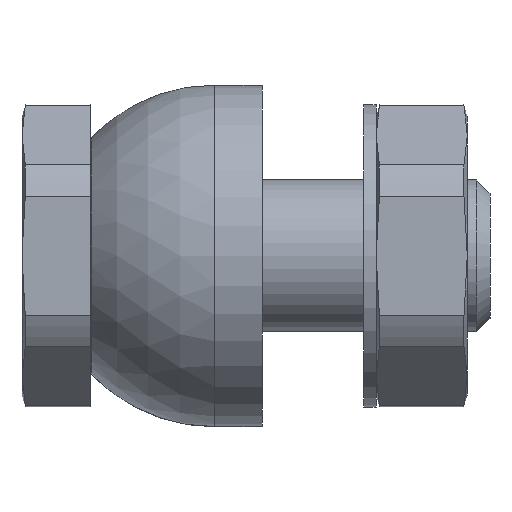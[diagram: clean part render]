
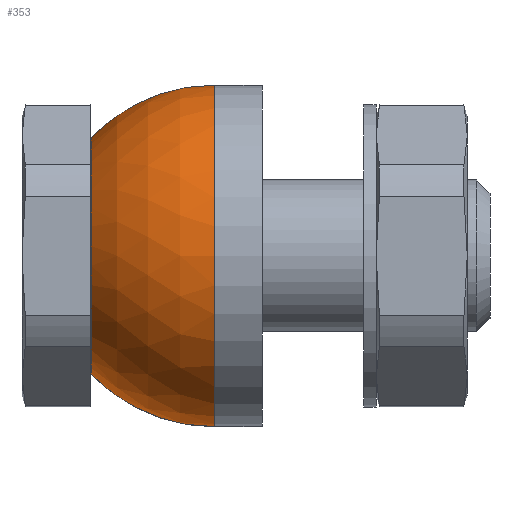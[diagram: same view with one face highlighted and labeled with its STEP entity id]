
A CAD part, front view. The second image highlights one B-rep face of the part: STEP entity #353.
In plain terms, the highlighted spherical face has radius 13.5 mm.
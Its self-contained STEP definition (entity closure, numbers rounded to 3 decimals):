
#353 = ADVANCED_FACE( '', ( #765 ), #766, .T. );
#765 = FACE_OUTER_BOUND( '', #1234, .T. );
#766 = SPHERICAL_SURFACE( '', #1235, 13.5 );
#1234 = EDGE_LOOP( '', ( #2200, #2201, #2202, #2203, #2204, #2205, #2206, #2207 ) );
#1235 = AXIS2_PLACEMENT_3D( '', #2208, #2209, #2210 );
#2200 = ORIENTED_EDGE( '', *, *, #3094, .T. );
#2201 = ORIENTED_EDGE( '', *, *, #2821, .T. );
#2202 = ORIENTED_EDGE( '', *, *, #2767, .F. );
#2203 = ORIENTED_EDGE( '', *, *, #2957, .F. );
#2204 = ORIENTED_EDGE( '', *, *, #3016, .T. );
#2205 = ORIENTED_EDGE( '', *, *, #2826, .T. );
#2206 = ORIENTED_EDGE( '', *, *, #3095, .T. );
#2207 = ORIENTED_EDGE( '', *, *, #3096, .T. );
#2208 = CARTESIAN_POINT( '', ( -3.79, 0.01, 0. ) );
#2209 = DIRECTION( '', ( -1., 0., 0. ) );
#2210 = DIRECTION( '', ( 0., 0.017, -1. ) );
#2767 = EDGE_CURVE( '', #3316, #3311, #3318, .T. );
#2821 = EDGE_CURVE( '', #3408, #3311, #3409, .F. );
#2826 = EDGE_CURVE( '', #3417, #3415, #3418, .F. );
#2957 = EDGE_CURVE( '', #3623, #3316, #3625, .T. );
#3016 = EDGE_CURVE( '', #3623, #3417, #3706, .T. );
#3094 = EDGE_CURVE( '', #3716, #3408, #3805, .F. );
#3095 = EDGE_CURVE( '', #3415, #3806, #3807, .F. );
#3096 = EDGE_CURVE( '', #3806, #3716, #3808, .T. );
#3311 = VERTEX_POINT( '', #4091 );
#3316 = VERTEX_POINT( '', #4098 );
#3318 = CIRCLE( '', #4101, 13.5 );
#3408 = VERTEX_POINT( '', #4233 );
#3409 = CIRCLE( '', #4234, 9.379 );
#3415 = VERTEX_POINT( '', #4243 );
#3417 = VERTEX_POINT( '', #4246 );
#3418 = CIRCLE( '', #4247, 9.379 );
#3623 = VERTEX_POINT( '', #4542 );
#3625 = CIRCLE( '', #4545, 9.358 );
#3706 = CIRCLE( '', #4672, 13.5 );
#3716 = VERTEX_POINT( '', #4686 );
#3805 = CIRCLE( '', #4831, 13.5 );
#3806 = VERTEX_POINT( '', #4832 );
#3807 = CIRCLE( '', #4833, 13.5 );
#3808 = CIRCLE( '', #4834, 13.5 );
#4091 = CARTESIAN_POINT( '', ( -13.5, 0.174, 9.378 ) );
#4098 = CARTESIAN_POINT( '', ( -13.52, 0.173, 9.357 ) );
#4101 = AXIS2_PLACEMENT_3D( '', #5064, #5065, #5066 );
#4233 = CARTESIAN_POINT( '', ( -13.5, 0., 9.379 ) );
#4234 = AXIS2_PLACEMENT_3D( '', #5136, #5137, #5138 );
#4243 = CARTESIAN_POINT( '', ( -13.5, 0., -9.379 ) );
#4246 = CARTESIAN_POINT( '', ( -13.5, 0.174, -9.378 ) );
#4247 = AXIS2_PLACEMENT_3D( '', #5143, #5144, #5145 );
#4542 = CARTESIAN_POINT( '', ( -13.52, 0.173, -9.357 ) );
#4545 = AXIS2_PLACEMENT_3D( '', #5330, #5331, #5332 );
#4672 = AXIS2_PLACEMENT_3D( '', #5391, #5392, #5393 );
#4686 = CARTESIAN_POINT( '', ( -3.79, 0., 13.5 ) );
#4831 = AXIS2_PLACEMENT_3D( '', #5472, #5473, #5474 );
#4832 = CARTESIAN_POINT( '', ( -3.79, 0., -13.5 ) );
#4833 = AXIS2_PLACEMENT_3D( '', #5475, #5476, #5477 );
#4834 = AXIS2_PLACEMENT_3D( '', #5478, #5479, #5480 );
#5064 = CARTESIAN_POINT( '', ( -3.79, 0.01, 0. ) );
#5065 = DIRECTION( '', ( 0., 1., -0.017 ) );
#5066 = DIRECTION( '', ( 1., 0., 0. ) );
#5136 = CARTESIAN_POINT( '', ( -13.5, 0.01, 0. ) );
#5137 = DIRECTION( '', ( 1., 0., 0. ) );
#5138 = DIRECTION( '', ( 0., 0., -1. ) );
#5143 = CARTESIAN_POINT( '', ( -13.5, 0.01, 0. ) );
#5144 = DIRECTION( '', ( 1., 0., 0. ) );
#5145 = DIRECTION( '', ( 0., 0., -1. ) );
#5330 = CARTESIAN_POINT( '', ( -13.52, 0.01, 0. ) );
#5331 = DIRECTION( '', ( -1., 0., 0. ) );
#5332 = DIRECTION( '', ( 0., 0., 1. ) );
#5391 = CARTESIAN_POINT( '', ( -3.79, 0.01, 0. ) );
#5392 = DIRECTION( '', ( 0., -1., -0.017 ) );
#5393 = DIRECTION( '', ( 1., 0., 0. ) );
#5472 = CARTESIAN_POINT( '', ( -3.79, 0., 0. ) );
#5473 = DIRECTION( '', ( 0., 1., 0. ) );
#5474 = DIRECTION( '', ( 0., 0., 1. ) );
#5475 = CARTESIAN_POINT( '', ( -3.79, 0., 0. ) );
#5476 = DIRECTION( '', ( 0., 1., 0. ) );
#5477 = DIRECTION( '', ( 0., 0., 1. ) );
#5478 = CARTESIAN_POINT( '', ( -3.79, 0.01, 0. ) );
#5479 = DIRECTION( '', ( -1., 0., 0. ) );
#5480 = DIRECTION( '', ( 0., 0., 1. ) );
